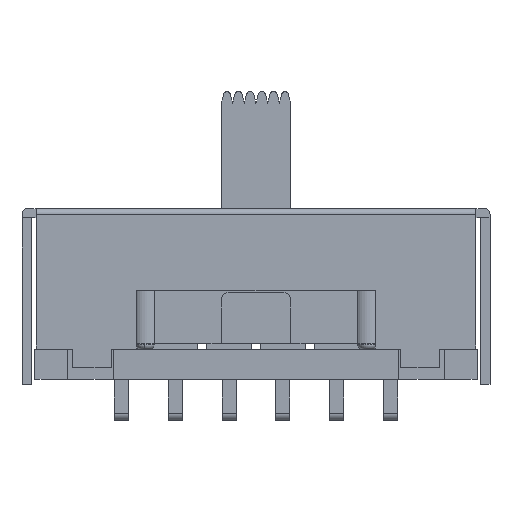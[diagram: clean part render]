
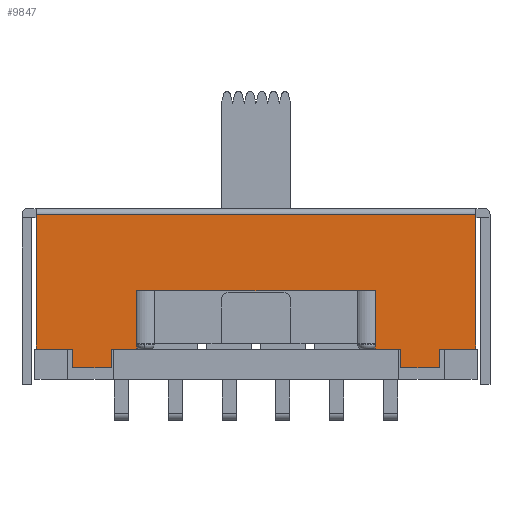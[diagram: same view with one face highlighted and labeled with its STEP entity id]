
A CAD part, front view. The second image highlights one B-rep face of the part: STEP entity #9847.
In plain terms, the highlighted planar face has unit normal (0, -1, 0).
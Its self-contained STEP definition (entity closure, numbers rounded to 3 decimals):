
#33 = EDGE_CURVE ( 'NONE', #13064, #4893, #1622, .T. ) ;
#43 = CARTESIAN_POINT ( 'NONE',  ( -9.4, -2.5, 8.1 ) ) ;
#142 = EDGE_LOOP ( 'NONE', ( #14362, #331, #9415, #1820, #1358, #9174, #14220, #6866, #11120, #4088, #4719, #14259, #3271, #4292, #1647, #6889 ) ) ;
#331 = ORIENTED_EDGE ( 'NONE', *, *, #7307, .F. ) ;
#785 = CARTESIAN_POINT ( 'NONE',  ( -7.835, -2.5, 8.35 ) ) ;
#926 = VERTEX_POINT ( 'NONE', #2924 ) ;
#1160 = VERTEX_POINT ( 'NONE', #11983 ) ;
#1215 = VECTOR ( 'NONE', #10687, 1000. ) ;
#1294 = VECTOR ( 'NONE', #4997, 1000. ) ;
#1314 = LINE ( 'NONE', #13798, #10584 ) ;
#1358 = ORIENTED_EDGE ( 'NONE', *, *, #10184, .F. ) ;
#1522 = VECTOR ( 'NONE', #12471, 1000. ) ;
#1622 = LINE ( 'NONE', #15590, #14141 ) ;
#1647 = ORIENTED_EDGE ( 'NONE', *, *, #2403, .F. ) ;
#1820 = ORIENTED_EDGE ( 'NONE', *, *, #15831, .F. ) ;
#1954 = CARTESIAN_POINT ( 'NONE',  ( 5.1, -2.5, 8.35 ) ) ;
#2056 = CARTESIAN_POINT ( 'NONE',  ( 9.4, -2.5, 8.35 ) ) ;
#2129 = VERTEX_POINT ( 'NONE', #8386 ) ;
#2219 = CARTESIAN_POINT ( 'NONE',  ( -6.185, -2.5, 1.55 ) ) ;
#2250 = VERTEX_POINT ( 'NONE', #11485 ) ;
#2394 = DIRECTION ( 'NONE',  ( 1., 0., 0. ) ) ;
#2403 = EDGE_CURVE ( 'NONE', #2250, #12042, #7058, .T. ) ;
#2496 = DIRECTION ( 'NONE',  ( -1., 0., 0. ) ) ;
#2689 = DIRECTION ( 'NONE',  ( -1., 0., 0. ) ) ;
#2791 = VECTOR ( 'NONE', #4574, 1000. ) ;
#2802 = CARTESIAN_POINT ( 'NONE',  ( -12., -2.5, 2.35 ) ) ;
#2884 = CARTESIAN_POINT ( 'NONE',  ( 7.835, -2.5, 1.55 ) ) ;
#2887 = CARTESIAN_POINT ( 'NONE',  ( 5.1, -2.5, 4.85 ) ) ;
#2924 = CARTESIAN_POINT ( 'NONE',  ( 7.835, -2.5, 2.35 ) ) ;
#3055 = CARTESIAN_POINT ( 'NONE',  ( -9.4, -2.5, 2.35 ) ) ;
#3250 = LINE ( 'NONE', #14363, #14997 ) ;
#3271 = ORIENTED_EDGE ( 'NONE', *, *, #4659, .F. ) ;
#3394 = LINE ( 'NONE', #785, #1215 ) ;
#3411 = LINE ( 'NONE', #4483, #2791 ) ;
#3513 = DIRECTION ( 'NONE',  ( 0., 0., -1. ) ) ;
#4065 = VECTOR ( 'NONE', #4801, 1000. ) ;
#4088 = ORIENTED_EDGE ( 'NONE', *, *, #6710, .F. ) ;
#4195 = VERTEX_POINT ( 'NONE', #15866 ) ;
#4292 = ORIENTED_EDGE ( 'NONE', *, *, #5361, .F. ) ;
#4343 = DIRECTION ( 'NONE',  ( 0., 0., -1. ) ) ;
#4483 = CARTESIAN_POINT ( 'NONE',  ( -9.4, -2.5, 8.35 ) ) ;
#4574 = DIRECTION ( 'NONE',  ( 0., 0., 1. ) ) ;
#4631 = AXIS2_PLACEMENT_3D ( 'NONE', #7299, #13804, #8847 ) ;
#4659 = EDGE_CURVE ( 'NONE', #11380, #10688, #8564, .T. ) ;
#4719 = ORIENTED_EDGE ( 'NONE', *, *, #12053, .F. ) ;
#4750 = VERTEX_POINT ( 'NONE', #12709 ) ;
#4801 = DIRECTION ( 'NONE',  ( -1., 0., 0. ) ) ;
#4893 = VERTEX_POINT ( 'NONE', #3055 ) ;
#4925 = LINE ( 'NONE', #8681, #1294 ) ;
#4997 = DIRECTION ( 'NONE',  ( 0., 0., -1. ) ) ;
#5077 = FACE_OUTER_BOUND ( 'NONE', #142, .T. ) ;
#5334 = LINE ( 'NONE', #15303, #11412 ) ;
#5361 = EDGE_CURVE ( 'NONE', #12042, #11380, #11795, .T. ) ;
#5948 = CARTESIAN_POINT ( 'NONE',  ( -12., -2.5, 2.35 ) ) ;
#6017 = DIRECTION ( 'NONE',  ( 0., 0., 1. ) ) ;
#6363 = VERTEX_POINT ( 'NONE', #2884 ) ;
#6710 = EDGE_CURVE ( 'NONE', #4195, #4750, #15926, .T. ) ;
#6729 = CARTESIAN_POINT ( 'NONE',  ( 9.4, -2.5, 8.1 ) ) ;
#6809 = CARTESIAN_POINT ( 'NONE',  ( -6.185, -2.5, 8.35 ) ) ;
#6866 = ORIENTED_EDGE ( 'NONE', *, *, #10480, .F. ) ;
#6867 = VECTOR ( 'NONE', #6017, 1000. ) ;
#6889 = ORIENTED_EDGE ( 'NONE', *, *, #14192, .F. ) ;
#6919 = CARTESIAN_POINT ( 'NONE',  ( 5.1, -2.5, 2.35 ) ) ;
#7058 = LINE ( 'NONE', #12047, #14916 ) ;
#7299 = CARTESIAN_POINT ( 'NONE',  ( -12., -2.5, 8.35 ) ) ;
#7307 = EDGE_CURVE ( 'NONE', #2129, #926, #14906, .T. ) ;
#7678 = VERTEX_POINT ( 'NONE', #12884 ) ;
#7767 = EDGE_CURVE ( 'NONE', #1160, #13064, #3394, .T. ) ;
#7869 = LINE ( 'NONE', #6809, #10541 ) ;
#8386 = CARTESIAN_POINT ( 'NONE',  ( 9.4, -2.5, 2.35 ) ) ;
#8564 = LINE ( 'NONE', #1954, #6867 ) ;
#8625 = CARTESIAN_POINT ( 'NONE',  ( -12., -2.5, 8.1 ) ) ;
#8681 = CARTESIAN_POINT ( 'NONE',  ( -5.1, -2.5, 8.35 ) ) ;
#8769 = CARTESIAN_POINT ( 'NONE',  ( 6.185, -2.5, 2.35 ) ) ;
#8847 = DIRECTION ( 'NONE',  ( 0., 0., 1. ) ) ;
#8879 = LINE ( 'NONE', #13600, #1522 ) ;
#8980 = VECTOR ( 'NONE', #15209, 1000. ) ;
#9174 = ORIENTED_EDGE ( 'NONE', *, *, #33, .F. ) ;
#9391 = DIRECTION ( 'NONE',  ( -1., 0., 0. ) ) ;
#9415 = ORIENTED_EDGE ( 'NONE', *, *, #15990, .F. ) ;
#9694 = EDGE_CURVE ( 'NONE', #926, #6363, #5334, .T. ) ;
#9817 = PLANE ( 'NONE',  #4631 ) ;
#9847 = ADVANCED_FACE ( 'NONE', ( #5077 ), #9817, .F. ) ;
#10006 = CARTESIAN_POINT ( 'NONE',  ( -12., -2.5, 2.35 ) ) ;
#10184 = EDGE_CURVE ( 'NONE', #4893, #11233, #3411, .T. ) ;
#10480 = EDGE_CURVE ( 'NONE', #13075, #1160, #8879, .T. ) ;
#10541 = VECTOR ( 'NONE', #13084, 1000. ) ;
#10584 = VECTOR ( 'NONE', #2689, 1000. ) ;
#10687 = DIRECTION ( 'NONE',  ( 0., 0., 1. ) ) ;
#10688 = VERTEX_POINT ( 'NONE', #2887 ) ;
#11120 = ORIENTED_EDGE ( 'NONE', *, *, #13029, .F. ) ;
#11233 = VERTEX_POINT ( 'NONE', #43 ) ;
#11380 = VERTEX_POINT ( 'NONE', #6919 ) ;
#11412 = VECTOR ( 'NONE', #4343, 1000. ) ;
#11485 = CARTESIAN_POINT ( 'NONE',  ( 6.185, -2.5, 1.55 ) ) ;
#11795 = LINE ( 'NONE', #2802, #8980 ) ;
#11893 = DIRECTION ( 'NONE',  ( 0., 0., 1. ) ) ;
#11983 = CARTESIAN_POINT ( 'NONE',  ( -7.835, -2.5, 1.55 ) ) ;
#12042 = VERTEX_POINT ( 'NONE', #8769 ) ;
#12047 = CARTESIAN_POINT ( 'NONE',  ( 6.185, -2.5, 8.35 ) ) ;
#12053 = EDGE_CURVE ( 'NONE', #7678, #4195, #4925, .T. ) ;
#12201 = CARTESIAN_POINT ( 'NONE',  ( -7.835, -2.5, 2.35 ) ) ;
#12471 = DIRECTION ( 'NONE',  ( -1., 0., 0. ) ) ;
#12709 = CARTESIAN_POINT ( 'NONE',  ( -6.185, -2.5, 2.35 ) ) ;
#12884 = CARTESIAN_POINT ( 'NONE',  ( -5.1, -2.5, 4.85 ) ) ;
#13029 = EDGE_CURVE ( 'NONE', #4750, #13075, #7869, .T. ) ;
#13064 = VERTEX_POINT ( 'NONE', #12201 ) ;
#13075 = VERTEX_POINT ( 'NONE', #2219 ) ;
#13084 = DIRECTION ( 'NONE',  ( 0., 0., -1. ) ) ;
#13301 = DIRECTION ( 'NONE',  ( -1., 0., 0. ) ) ;
#13400 = LINE ( 'NONE', #2056, #13752 ) ;
#13600 = CARTESIAN_POINT ( 'NONE',  ( -12., -2.5, 1.55 ) ) ;
#13752 = VECTOR ( 'NONE', #3513, 1000. ) ;
#13798 = CARTESIAN_POINT ( 'NONE',  ( -12., -2.5, 4.85 ) ) ;
#13804 = DIRECTION ( 'NONE',  ( 0., 1., 0. ) ) ;
#14105 = EDGE_CURVE ( 'NONE', #10688, #7678, #1314, .T. ) ;
#14141 = VECTOR ( 'NONE', #9391, 1000. ) ;
#14192 = EDGE_CURVE ( 'NONE', #6363, #2250, #3250, .T. ) ;
#14220 = ORIENTED_EDGE ( 'NONE', *, *, #7767, .F. ) ;
#14259 = ORIENTED_EDGE ( 'NONE', *, *, #14105, .F. ) ;
#14362 = ORIENTED_EDGE ( 'NONE', *, *, #9694, .F. ) ;
#14363 = CARTESIAN_POINT ( 'NONE',  ( -12., -2.5, 1.55 ) ) ;
#14786 = VECTOR ( 'NONE', #2394, 1000. ) ;
#14813 = LINE ( 'NONE', #8625, #14786 ) ;
#14906 = LINE ( 'NONE', #10006, #15556 ) ;
#14916 = VECTOR ( 'NONE', #11893, 1000. ) ;
#14997 = VECTOR ( 'NONE', #13301, 1000. ) ;
#15209 = DIRECTION ( 'NONE',  ( -1., 0., 0. ) ) ;
#15303 = CARTESIAN_POINT ( 'NONE',  ( 7.835, -2.5, 8.35 ) ) ;
#15556 = VECTOR ( 'NONE', #2496, 1000. ) ;
#15590 = CARTESIAN_POINT ( 'NONE',  ( -12., -2.5, 2.35 ) ) ;
#15831 = EDGE_CURVE ( 'NONE', #11233, #15855, #14813, .T. ) ;
#15855 = VERTEX_POINT ( 'NONE', #6729 ) ;
#15866 = CARTESIAN_POINT ( 'NONE',  ( -5.1, -2.5, 2.35 ) ) ;
#15926 = LINE ( 'NONE', #5948, #4065 ) ;
#15990 = EDGE_CURVE ( 'NONE', #15855, #2129, #13400, .T. ) ;
